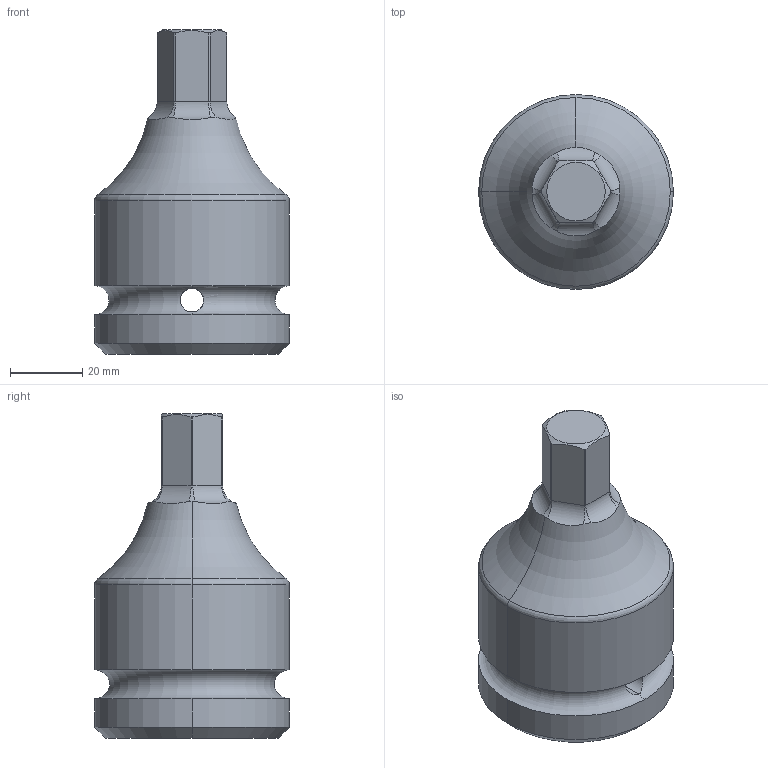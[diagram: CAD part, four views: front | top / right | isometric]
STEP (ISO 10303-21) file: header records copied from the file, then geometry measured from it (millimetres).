
FILE_DESCRIPTION((''),'2;1');
FILE_NAME('4027162317','2023-08-22T11:25:11',('A00565553'),(''),'CREO PARAMETRIC BY PTC INC, 2022414','CREO PARAMETRIC BY PTC INC, 2022414','');
FILE_SCHEMA(('CONFIG_CONTROL_DESIGN','GEOMETRIC_VALIDATION_PROPERTIES_MIM'));
Length unit declared in the file: millimetre
Products named in the file (1): 4027162317
Bounding box: 54 x 54 x 90 mm (x, y, z)
Volume: 103675.4 mm3; surface area: 17809.8 mm2
Topology: 1 solids, 1 shells, 61 faces, 151 edges, 91 vertices
Faces by surface type: cylinder 24, plane 17, torus 12, cone 8
Entity records: 2120 total; most frequent: CARTESIAN_POINT 583, ORIENTED_EDGE 302, DIRECTION 296, EDGE_CURVE 151, AXIS2_PLACEMENT_3D 123, VERTEX_POINT 91, EDGE_LOOP 64, CIRCLE 62
